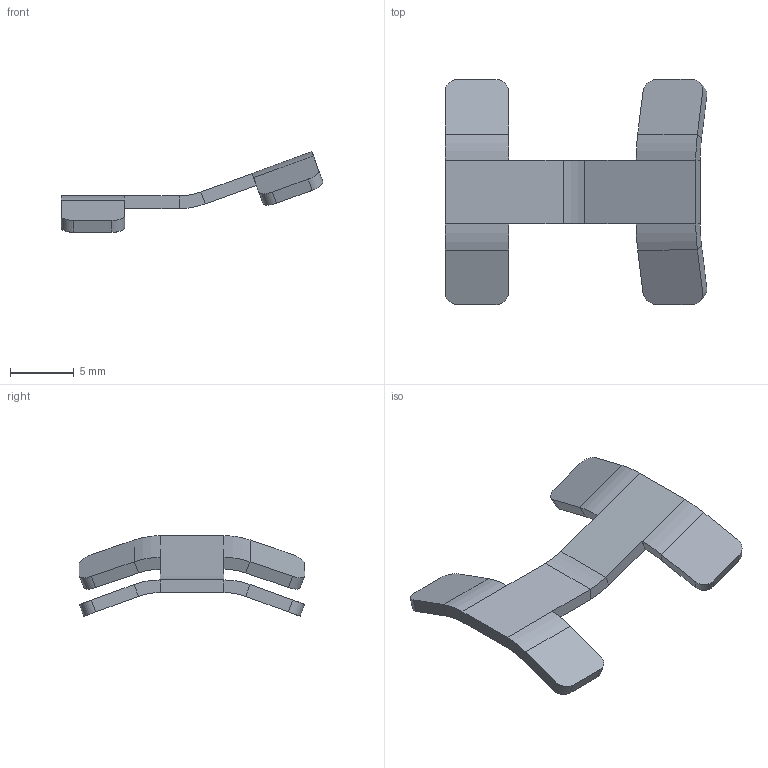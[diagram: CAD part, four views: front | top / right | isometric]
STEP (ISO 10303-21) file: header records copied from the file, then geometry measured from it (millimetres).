
FILE_DESCRIPTION (( 'STEP AP214' ), '1' );
FILE_NAME ('SpringCeramicHeater.STEP', '2023-08-03T06:47:20', ( '' ), ( '' ), 'SwSTEP 2.0', 'SolidWorks 2023', '' );
FILE_SCHEMA (( 'AUTOMOTIVE_DESIGN' ));
Length unit declared in the file: millimetre
Products named in the file (1): SpringCeramicHeater
Bounding box: 20.6 x 17.71 x 6.35 mm (x, y, z)
Volume: 230.8 mm3; surface area: 561.1 mm2
Topology: 1 solids, 1 shells, 60 faces, 134 edges, 76 vertices
Faces by surface type: plane 42, cylinder 18
Entity records: 1637 total; most frequent: DIRECTION 292, CARTESIAN_POINT 271, ORIENTED_EDGE 268, EDGE_CURVE 134, VECTOR 98, LINE 98, AXIS2_PLACEMENT_3D 97, VERTEX_POINT 76
